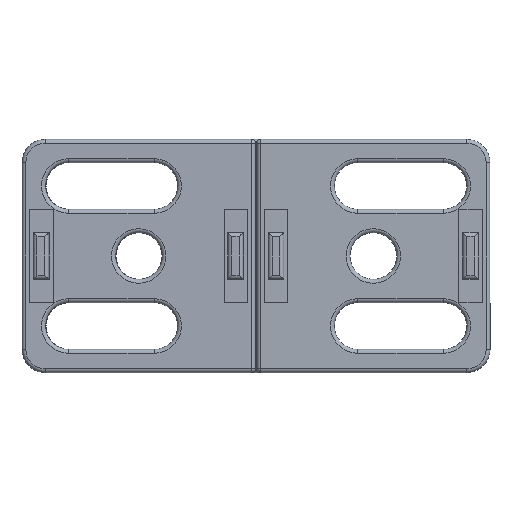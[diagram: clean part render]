
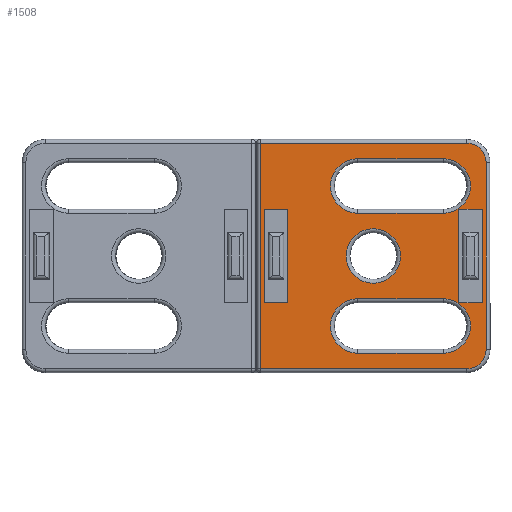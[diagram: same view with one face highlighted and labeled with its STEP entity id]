
A CAD part, left-side view. The second image highlights one B-rep face of the part: STEP entity #1508.
In plain terms, the highlighted face is planar.
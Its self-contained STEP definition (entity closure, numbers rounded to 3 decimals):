
#59=FACE_BOUND($,#513,.T.);
#60=FACE_BOUND($,#514,.T.);
#61=FACE_BOUND($,#515,.T.);
#62=FACE_BOUND($,#516,.T.);
#63=FACE_BOUND($,#517,.T.);
#64=FACE_BOUND($,#518,.T.);
#96=PLANE($,#1625);
#135=LINE($,#2347,#255);
#136=LINE($,#2352,#256);
#142=LINE($,#2372,#262);
#143=LINE($,#2374,#263);
#144=LINE($,#2378,#264);
#145=LINE($,#2381,#265);
#146=LINE($,#2384,#266);
#147=LINE($,#2386,#267);
#148=LINE($,#2388,#268);
#149=LINE($,#2389,#269);
#150=LINE($,#2392,#270);
#151=LINE($,#2394,#271);
#152=LINE($,#2396,#272);
#153=LINE($,#2397,#273);
#154=LINE($,#2400,#274);
#155=LINE($,#2404,#275);
#255=VECTOR($,#1827,11.);
#256=VECTOR($,#1832,11.);
#262=VECTOR($,#1854,29.);
#263=VECTOR($,#1855,26.5);
#264=VECTOR($,#1858,24.);
#265=VECTOR($,#1861,26.5);
#266=VECTOR($,#1862,12.);
#267=VECTOR($,#1863,3.);
#268=VECTOR($,#1864,12.);
#269=VECTOR($,#1865,3.);
#270=VECTOR($,#1866,12.);
#271=VECTOR($,#1867,3.);
#272=VECTOR($,#1868,12.);
#273=VECTOR($,#1869,3.);
#274=VECTOR($,#1870,11.);
#275=VECTOR($,#1873,11.);
#513=EDGE_LOOP($,(#1084));
#514=EDGE_LOOP($,(#1085,#1086,#1087,#1088,#1089,#1090));
#515=EDGE_LOOP($,(#1091,#1092,#1093,#1094));
#516=EDGE_LOOP($,(#1095,#1096,#1097,#1098));
#517=EDGE_LOOP($,(#1099,#1100,#1101,#1102));
#518=EDGE_LOOP($,(#1103,#1104,#1105,#1106));
#637=CIRCLE($,#1614,3.5);
#640=CIRCLE($,#1620,3.5);
#643=CIRCLE($,#1626,3.5);
#644=CIRCLE($,#1627,2.5);
#645=CIRCLE($,#1628,2.5);
#646=CIRCLE($,#1629,3.5);
#647=CIRCLE($,#1630,3.5);
#715=VERTEX_POINT($,#2334);
#718=VERTEX_POINT($,#2339);
#719=VERTEX_POINT($,#2343);
#722=VERTEX_POINT($,#2350);
#726=VERTEX_POINT($,#2368);
#727=VERTEX_POINT($,#2370);
#728=VERTEX_POINT($,#2371);
#729=VERTEX_POINT($,#2373);
#730=VERTEX_POINT($,#2375);
#731=VERTEX_POINT($,#2377);
#732=VERTEX_POINT($,#2379);
#733=VERTEX_POINT($,#2382);
#734=VERTEX_POINT($,#2383);
#735=VERTEX_POINT($,#2385);
#736=VERTEX_POINT($,#2387);
#737=VERTEX_POINT($,#2390);
#738=VERTEX_POINT($,#2391);
#739=VERTEX_POINT($,#2393);
#740=VERTEX_POINT($,#2395);
#741=VERTEX_POINT($,#2398);
#742=VERTEX_POINT($,#2399);
#743=VERTEX_POINT($,#2401);
#744=VERTEX_POINT($,#2403);
#850=EDGE_CURVE($,#718,#715,#637,.T.);
#853=EDGE_CURVE($,#715,#719,#135,.T.);
#855=EDGE_CURVE($,#722,#718,#136,.T.);
#857=EDGE_CURVE($,#719,#722,#640,.T.);
#864=EDGE_CURVE($,#726,#726,#643,.T.);
#865=EDGE_CURVE($,#727,#728,#142,.T.);
#866=EDGE_CURVE($,#729,#727,#143,.T.);
#867=EDGE_CURVE($,#730,#729,#644,.T.);
#868=EDGE_CURVE($,#731,#730,#144,.T.);
#869=EDGE_CURVE($,#732,#731,#645,.T.);
#870=EDGE_CURVE($,#728,#732,#145,.T.);
#871=EDGE_CURVE($,#733,#734,#146,.T.);
#872=EDGE_CURVE($,#734,#735,#147,.T.);
#873=EDGE_CURVE($,#735,#736,#148,.T.);
#874=EDGE_CURVE($,#736,#733,#149,.T.);
#875=EDGE_CURVE($,#737,#738,#150,.T.);
#876=EDGE_CURVE($,#738,#739,#151,.T.);
#877=EDGE_CURVE($,#739,#740,#152,.T.);
#878=EDGE_CURVE($,#740,#737,#153,.T.);
#879=EDGE_CURVE($,#741,#742,#154,.T.);
#880=EDGE_CURVE($,#743,#741,#646,.T.);
#881=EDGE_CURVE($,#744,#743,#155,.T.);
#882=EDGE_CURVE($,#742,#744,#647,.T.);
#1084=ORIENTED_EDGE($,*,*,#864,.F.);
#1085=ORIENTED_EDGE($,*,*,#865,.F.);
#1086=ORIENTED_EDGE($,*,*,#866,.F.);
#1087=ORIENTED_EDGE($,*,*,#867,.F.);
#1088=ORIENTED_EDGE($,*,*,#868,.F.);
#1089=ORIENTED_EDGE($,*,*,#869,.F.);
#1090=ORIENTED_EDGE($,*,*,#870,.F.);
#1091=ORIENTED_EDGE($,*,*,#871,.T.);
#1092=ORIENTED_EDGE($,*,*,#872,.T.);
#1093=ORIENTED_EDGE($,*,*,#873,.T.);
#1094=ORIENTED_EDGE($,*,*,#874,.T.);
#1095=ORIENTED_EDGE($,*,*,#875,.T.);
#1096=ORIENTED_EDGE($,*,*,#876,.T.);
#1097=ORIENTED_EDGE($,*,*,#877,.T.);
#1098=ORIENTED_EDGE($,*,*,#878,.T.);
#1099=ORIENTED_EDGE($,*,*,#879,.F.);
#1100=ORIENTED_EDGE($,*,*,#880,.F.);
#1101=ORIENTED_EDGE($,*,*,#881,.F.);
#1102=ORIENTED_EDGE($,*,*,#882,.F.);
#1103=ORIENTED_EDGE($,*,*,#850,.F.);
#1104=ORIENTED_EDGE($,*,*,#855,.F.);
#1105=ORIENTED_EDGE($,*,*,#857,.F.);
#1106=ORIENTED_EDGE($,*,*,#853,.F.);
#1508=ADVANCED_FACE($,(#59,#60,#61,#62,#63,#64),#96,.F.);
#1614=AXIS2_PLACEMENT_3D($,#2341,#1820,#1821);
#1620=AXIS2_PLACEMENT_3D($,#2355,#1836,#1837);
#1625=AXIS2_PLACEMENT_3D($,#2367,#1850,#1851);
#1626=AXIS2_PLACEMENT_3D($,#2369,#1852,#1853);
#1627=AXIS2_PLACEMENT_3D($,#2376,#1856,#1857);
#1628=AXIS2_PLACEMENT_3D($,#2380,#1859,#1860);
#1629=AXIS2_PLACEMENT_3D($,#2402,#1871,#1872);
#1630=AXIS2_PLACEMENT_3D($,#2405,#1874,#1875);
#1820=DIRECTION('center_axis',(0.,1.,0.));
#1821=DIRECTION('ref_axis',(-1.,0.,0.));
#1827=DIRECTION($,(1.,0.,0.));
#1832=DIRECTION($,(-1.,0.,0.));
#1836=DIRECTION('center_axis',(0.,1.,0.));
#1837=DIRECTION('ref_axis',(1.,0.,0.));
#1850=DIRECTION('center_axis',(0.,-1.,0.));
#1851=DIRECTION('ref_axis',(0.,0.,-1.));
#1852=DIRECTION('center_axis',(0.,1.,0.));
#1853=DIRECTION('ref_axis',(1.,0.,0.));
#1854=DIRECTION($,(0.,0.,-1.));
#1855=DIRECTION($,(-1.,0.,0.));
#1856=DIRECTION('center_axis',(0.,-1.,0.));
#1857=DIRECTION('ref_axis',(0.707,0.,0.707));
#1858=DIRECTION($,(0.,0.,1.));
#1859=DIRECTION('center_axis',(0.,-1.,0.));
#1860=DIRECTION('ref_axis',(0.707,0.,-0.707));
#1861=DIRECTION($,(1.,0.,0.));
#1862=DIRECTION($,(0.,0.,-1.));
#1863=DIRECTION($,(1.,0.,0.));
#1864=DIRECTION($,(0.,0.,1.));
#1865=DIRECTION($,(-1.,0.,0.));
#1866=DIRECTION($,(0.,0.,1.));
#1867=DIRECTION($,(-1.,0.,0.));
#1868=DIRECTION($,(0.,0.,-1.));
#1869=DIRECTION($,(1.,0.,0.));
#1870=DIRECTION($,(-1.,0.,0.));
#1871=DIRECTION('center_axis',(0.,1.,0.));
#1872=DIRECTION('ref_axis',(1.,0.,0.));
#1873=DIRECTION($,(1.,0.,0.));
#1874=DIRECTION('center_axis',(0.,1.,0.));
#1875=DIRECTION('ref_axis',(-1.,0.,0.));
#2334=CARTESIAN_POINT('',(27.051,4.43,-2.5));
#2339=CARTESIAN_POINT('',(27.051,4.43,-9.5));
#2341=CARTESIAN_POINT('Origin',(27.051,4.43,-6.));
#2343=CARTESIAN_POINT('',(38.051,4.43,-2.5));
#2347=CARTESIAN_POINT($,(26.051,4.43,-2.5));
#2350=CARTESIAN_POINT('',(38.051,4.43,-9.5));
#2352=CARTESIAN_POINT($,(20.551,4.43,-9.5));
#2355=CARTESIAN_POINT('Origin',(38.051,4.43,-6.));
#2367=CARTESIAN_POINT('Origin',(14.051,4.43,0.));
#2368=CARTESIAN_POINT('',(25.551,4.43,-15.));
#2369=CARTESIAN_POINT('Origin',(29.051,4.43,-15.));
#2370=CARTESIAN_POINT('',(14.551,4.43,-0.5));
#2371=CARTESIAN_POINT('',(14.551,4.43,-29.5));
#2372=CARTESIAN_POINT($,(14.551,4.43,0.));
#2373=CARTESIAN_POINT('',(41.051,4.43,-0.5));
#2374=CARTESIAN_POINT($,(19.251,4.43,-0.5));
#2375=CARTESIAN_POINT('',(43.551,4.43,-3.));
#2376=CARTESIAN_POINT('Origin',(41.051,4.43,-3.));
#2377=CARTESIAN_POINT('',(43.551,4.43,-27.));
#2378=CARTESIAN_POINT($,(43.551,4.43,0.));
#2379=CARTESIAN_POINT('',(41.051,4.43,-29.5));
#2380=CARTESIAN_POINT('Origin',(41.051,4.43,-27.));
#2381=CARTESIAN_POINT($,(19.251,4.43,-29.5));
#2382=CARTESIAN_POINT('',(40.051,4.43,-9.));
#2383=CARTESIAN_POINT('',(40.051,4.43,-21.));
#2384=CARTESIAN_POINT($,(40.051,4.43,-10.5));
#2385=CARTESIAN_POINT('',(43.051,4.43,-21.));
#2386=CARTESIAN_POINT($,(28.551,4.43,-21.));
#2387=CARTESIAN_POINT('',(43.051,4.43,-9.));
#2388=CARTESIAN_POINT($,(43.051,4.43,-4.5));
#2389=CARTESIAN_POINT($,(27.051,4.43,-9.));
#2390=CARTESIAN_POINT('',(18.051,4.43,-21.));
#2391=CARTESIAN_POINT('',(18.051,4.43,-9.));
#2392=CARTESIAN_POINT($,(18.051,4.43,-4.5));
#2393=CARTESIAN_POINT('',(15.051,4.43,-9.));
#2394=CARTESIAN_POINT($,(14.551,4.43,-9.));
#2395=CARTESIAN_POINT('',(15.051,4.43,-21.));
#2396=CARTESIAN_POINT($,(15.051,4.43,-10.5));
#2397=CARTESIAN_POINT($,(16.051,4.43,-21.));
#2398=CARTESIAN_POINT('',(38.051,4.43,-27.5));
#2399=CARTESIAN_POINT('',(27.051,4.43,-27.5));
#2400=CARTESIAN_POINT($,(20.551,4.43,-27.5));
#2401=CARTESIAN_POINT('',(38.051,4.43,-20.5));
#2402=CARTESIAN_POINT('Origin',(38.051,4.43,-24.));
#2403=CARTESIAN_POINT('',(27.051,4.43,-20.5));
#2404=CARTESIAN_POINT($,(26.051,4.43,-20.5));
#2405=CARTESIAN_POINT('Origin',(27.051,4.43,-24.));
